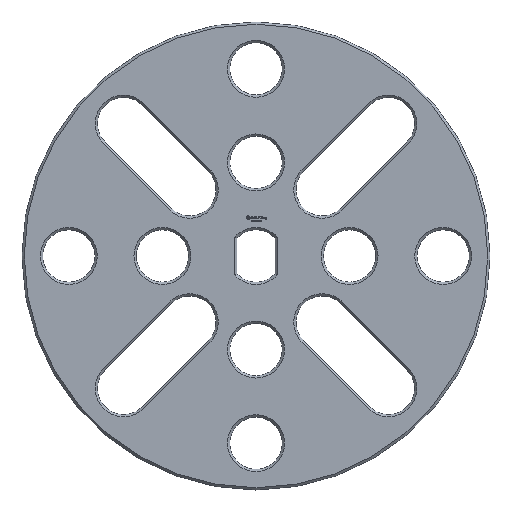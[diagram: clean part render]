
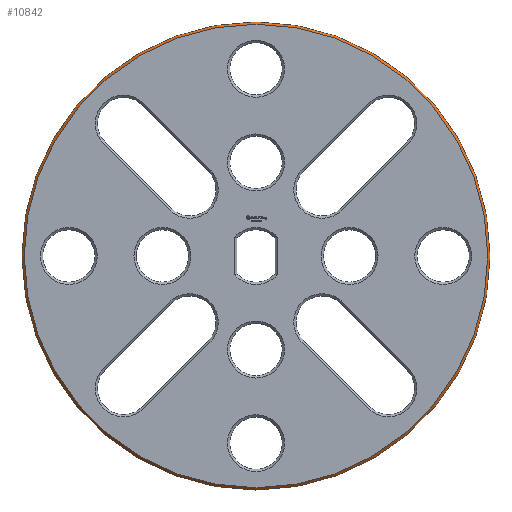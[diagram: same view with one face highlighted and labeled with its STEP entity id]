
A CAD part, top view. The second image highlights one B-rep face of the part: STEP entity #10842.
In plain terms, the highlighted conical face has half-angle 45 degrees and reference radius 31.25 mm.
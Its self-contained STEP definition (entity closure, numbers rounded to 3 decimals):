
#21 = EDGE_CURVE('',#22,#22,#24,.T.);
#22 = VERTEX_POINT('',#23);
#23 = CARTESIAN_POINT('',(30.95,0.,3.125));
#24 = SURFACE_CURVE('',#25,(#30,#42),.PCURVE_S1.);
#25 = CIRCLE('',#26,30.95);
#26 = AXIS2_PLACEMENT_3D('',#27,#28,#29);
#27 = CARTESIAN_POINT('',(0.,0.,3.125));
#28 = DIRECTION('',(0.,0.,-1.));
#29 = DIRECTION('',(1.,0.,0.));
#30 = PCURVE('',#31,#36);
#31 = PLANE('',#32);
#32 = AXIS2_PLACEMENT_3D('',#33,#34,#35);
#33 = CARTESIAN_POINT('',(0.,0.,3.125));
#34 = DIRECTION('',(0.,0.,-1.));
#35 = DIRECTION('',(1.,0.,0.));
#36 = DEFINITIONAL_REPRESENTATION('',(#37),#41);
#37 = CIRCLE('',#38,30.95);
#38 = AXIS2_PLACEMENT_2D('',#39,#40);
#39 = CARTESIAN_POINT('',(0.,0.));
#40 = DIRECTION('',(1.,0.));
#41 = ( GEOMETRIC_REPRESENTATION_CONTEXT(2) 
PARAMETRIC_REPRESENTATION_CONTEXT() REPRESENTATION_CONTEXT('2D SPACE',''
  ) );
#42 = PCURVE('',#43,#48);
#43 = CONICAL_SURFACE('',#44,31.25,0.785);
#44 = AXIS2_PLACEMENT_3D('',#45,#46,#47);
#45 = CARTESIAN_POINT('',(0.,0.,2.825));
#46 = DIRECTION('',(0.,0.,-1.));
#47 = DIRECTION('',(1.,0.,0.));
#48 = DEFINITIONAL_REPRESENTATION('',(#49),#53);
#49 = LINE('',#50,#51);
#50 = CARTESIAN_POINT('',(0.,-0.3));
#51 = VECTOR('',#52,1.);
#52 = DIRECTION('',(1.,-0.));
#53 = ( GEOMETRIC_REPRESENTATION_CONTEXT(2) 
PARAMETRIC_REPRESENTATION_CONTEXT() REPRESENTATION_CONTEXT('2D SPACE',''
  ) );
#10842 = ADVANCED_FACE('',(#10843),#43,.T.);
#10843 = FACE_BOUND('',#10844,.F.);
#10844 = EDGE_LOOP('',(#10845,#10874,#10895,#10896));
#10845 = ORIENTED_EDGE('',*,*,#10846,.T.);
#10846 = EDGE_CURVE('',#10847,#10847,#10849,.T.);
#10847 = VERTEX_POINT('',#10848);
#10848 = CARTESIAN_POINT('',(31.25,0.,2.825));
#10849 = SURFACE_CURVE('',#10850,(#10855,#10862),.PCURVE_S1.);
#10850 = CIRCLE('',#10851,31.25);
#10851 = AXIS2_PLACEMENT_3D('',#10852,#10853,#10854);
#10852 = CARTESIAN_POINT('',(0.,0.,2.825));
#10853 = DIRECTION('',(0.,0.,-1.));
#10854 = DIRECTION('',(1.,0.,0.));
#10855 = PCURVE('',#43,#10856);
#10856 = DEFINITIONAL_REPRESENTATION('',(#10857),#10861);
#10857 = LINE('',#10858,#10859);
#10858 = CARTESIAN_POINT('',(0.,-0.));
#10859 = VECTOR('',#10860,1.);
#10860 = DIRECTION('',(1.,-0.));
#10861 = ( GEOMETRIC_REPRESENTATION_CONTEXT(2) 
PARAMETRIC_REPRESENTATION_CONTEXT() REPRESENTATION_CONTEXT('2D SPACE',''
  ) );
#10862 = PCURVE('',#10863,#10868);
#10863 = CYLINDRICAL_SURFACE('',#10864,31.25);
#10864 = AXIS2_PLACEMENT_3D('',#10865,#10866,#10867);
#10865 = CARTESIAN_POINT('',(0.,0.,2.325));
#10866 = DIRECTION('',(0.,0.,1.));
#10867 = DIRECTION('',(1.,0.,0.));
#10868 = DEFINITIONAL_REPRESENTATION('',(#10869),#10873);
#10869 = LINE('',#10870,#10871);
#10870 = CARTESIAN_POINT('',(-0.,0.5));
#10871 = VECTOR('',#10872,1.);
#10872 = DIRECTION('',(-1.,0.));
#10873 = ( GEOMETRIC_REPRESENTATION_CONTEXT(2) 
PARAMETRIC_REPRESENTATION_CONTEXT() REPRESENTATION_CONTEXT('2D SPACE',''
  ) );
#10874 = ORIENTED_EDGE('',*,*,#10875,.T.);
#10875 = EDGE_CURVE('',#10847,#22,#10876,.T.);
#10876 = SEAM_CURVE('',#10877,(#10881,#10888),.PCURVE_S1.);
#10877 = LINE('',#10878,#10879);
#10878 = CARTESIAN_POINT('',(31.25,0.,2.825));
#10879 = VECTOR('',#10880,1.);
#10880 = DIRECTION('',(-0.707,0.,
    0.707));
#10881 = PCURVE('',#43,#10882);
#10882 = DEFINITIONAL_REPRESENTATION('',(#10883),#10887);
#10883 = LINE('',#10884,#10885);
#10884 = CARTESIAN_POINT('',(0.,-0.));
#10885 = VECTOR('',#10886,1.);
#10886 = DIRECTION('',(0.,-1.));
#10887 = ( GEOMETRIC_REPRESENTATION_CONTEXT(2) 
PARAMETRIC_REPRESENTATION_CONTEXT() REPRESENTATION_CONTEXT('2D SPACE',''
  ) );
#10888 = PCURVE('',#43,#10889);
#10889 = DEFINITIONAL_REPRESENTATION('',(#10890),#10894);
#10890 = LINE('',#10891,#10892);
#10891 = CARTESIAN_POINT('',(6.283,-0.));
#10892 = VECTOR('',#10893,1.);
#10893 = DIRECTION('',(0.,-1.));
#10894 = ( GEOMETRIC_REPRESENTATION_CONTEXT(2) 
PARAMETRIC_REPRESENTATION_CONTEXT() REPRESENTATION_CONTEXT('2D SPACE',''
  ) );
#10895 = ORIENTED_EDGE('',*,*,#21,.F.);
#10896 = ORIENTED_EDGE('',*,*,#10875,.F.);
